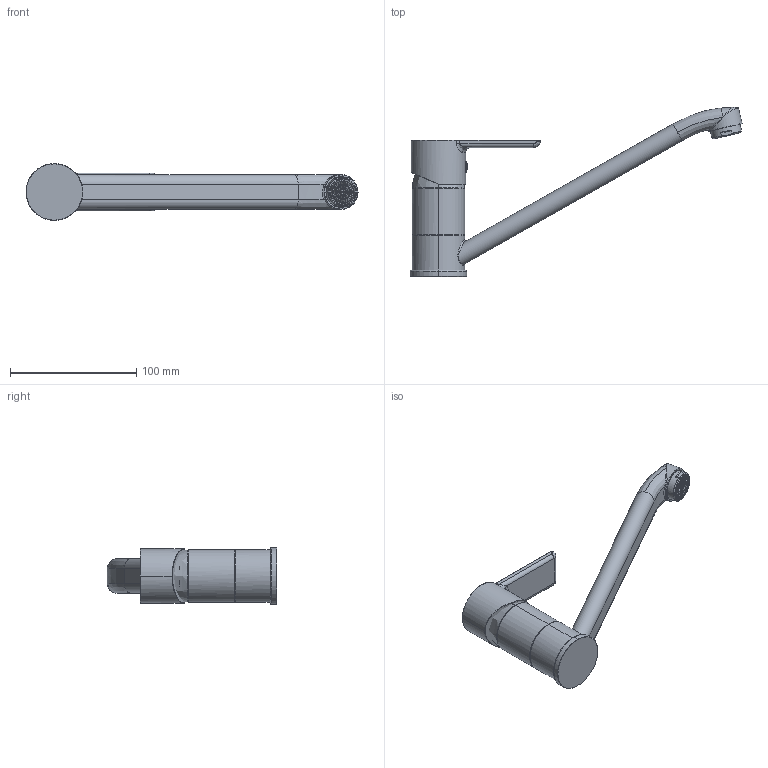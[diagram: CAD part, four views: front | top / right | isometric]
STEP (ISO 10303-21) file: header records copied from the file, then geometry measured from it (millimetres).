
FILE_DESCRIPTION(('CATIA V5 STEP Exchange','CAx-IF Rec.Pracs.--- Model Styling and Organization---1.5--- 2016-08-15','CAx-IF Rec.Pracs.---Supplemental Geometry---1.0---2011-11-01','CAx-IF Rec.Pracs.--- Composite Materials ---3.4---2017-06-13','CAx-IF Rec.Pracs.---Tessellated 3D Geometry---1.0---2015-12-17'),'2;1');
FILE_NAME('ZR300584.stp','2022-12-28T07:06:55+00:00',('none'),('none'),'CATIA Version 5-6 Release 2020 SP2','CATIA V5 STEP AP242 v2','none');
FILE_SCHEMA(('AP242_MANAGED_MODEL_BASED_3D_ENGINEERING_MIM_LF {1 0 10303 442 1 1 4}'));
Length unit declared in the file: millimetre
Products named in the file (1): Admi254870D341jo
Bounding box: 262.85 x 134.04 x 45 mm (x, y, z)
Volume: 245382.1 mm3; surface area: 56067.5 mm2
Topology: 8 solids, 9 shells, 421 faces, 1228 edges, 792 vertices
Faces by surface type: cylinder 162, plane 162, torus 52, bspline 36, sphere 6, cone 2, extrusion 1
Entity records: 19010 total; most frequent: CARTESIAN_POINT 9086, ORIENTED_EDGE 2444, EDGE_CURVE 1222, DIRECTION 1201, VERTEX_POINT 792, VECTOR 518, LINE 517, AXIS2_PLACEMENT_3D 496
